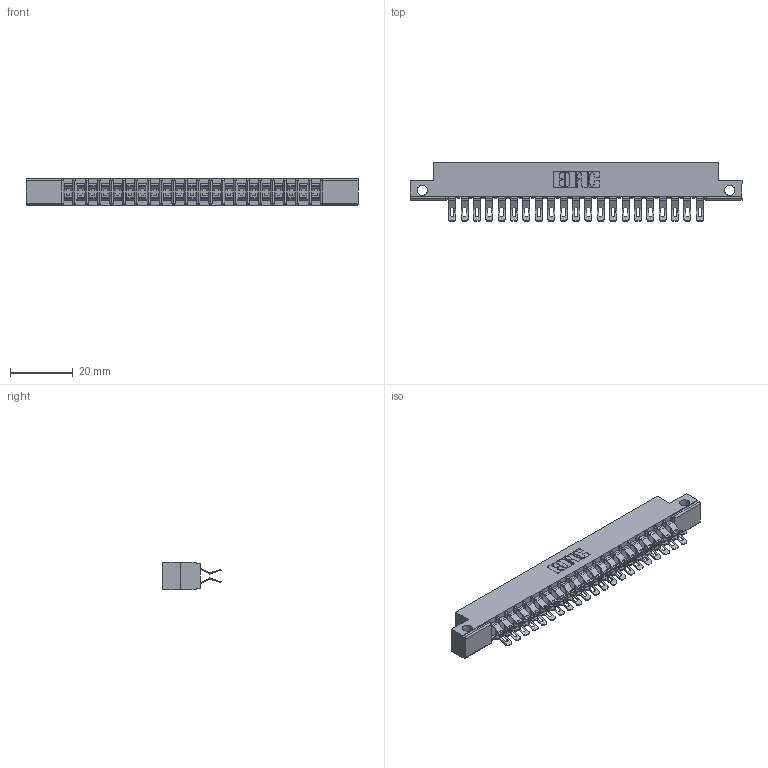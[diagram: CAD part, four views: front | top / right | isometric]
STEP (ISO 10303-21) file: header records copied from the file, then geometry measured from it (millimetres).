
FILE_DESCRIPTION (( 'STEP AP203' ), '1' );
FILE_NAME ('307-042-455-212.STEP', '2020-09-29T23:33:45', ( '' ), ( '' ), 'SwSTEP 2.0', 'SolidWorks 2020', '' );
FILE_SCHEMA (( 'CONFIG_CONTROL_DESIGN' ));
Length unit declared in the file: inch
Products named in the file (3): 307-290-001_555; 307 Part_.128 Dia Side Mounting Holes; 307-042-455-212
Assembly tree (43 placements, depth 2):
  307-042-455-212
    307 Part_.128 Dia Side Mounting Holes
    307-290-001_555  x42
Bounding box: 106.22 x 18.75 x 8.71 mm (x, y, z)
Volume: 6997.5 mm3; surface area: 12859.9 mm2
Topology: 43 solids, 43 shells, 2702 faces, 7925 edges, 5166 vertices
Faces by surface type: plane 1498, cylinder 1160, sphere 44
Entity records: 21803 total; most frequent: CARTESIAN_POINT 3577, ORIENTED_EDGE 3544, DIRECTION 3520, EDGE_CURVE 1772, VECTOR 1338, LINE 1338, VERTEX_POINT 1148, AXIS2_PLACEMENT_3D 1091
